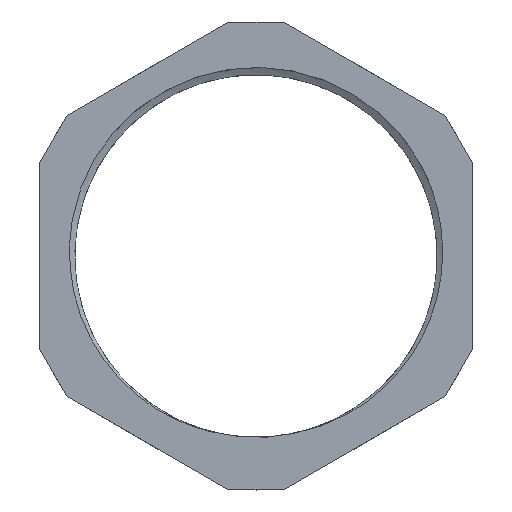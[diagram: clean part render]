
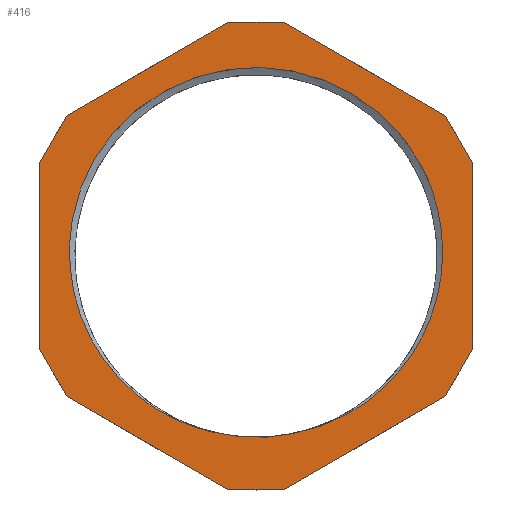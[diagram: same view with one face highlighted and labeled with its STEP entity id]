
A CAD part, top view. The second image highlights one B-rep face of the part: STEP entity #416.
In plain terms, the highlighted planar face has unit normal (0, 0, 1).
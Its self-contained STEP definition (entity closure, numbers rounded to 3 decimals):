
#16=FACE_BOUND('',#164,.T.);
#41=LINE('',#1025,#65);
#44=LINE('',#1039,#68);
#46=LINE('',#1047,#70);
#48=LINE('',#1059,#72);
#50=LINE('',#1067,#74);
#52=LINE('',#1079,#76);
#54=LINE('',#1087,#78);
#56=LINE('',#1100,#80);
#59=LINE('',#1113,#83);
#60=LINE('',#1120,#84);
#63=LINE('',#1133,#87);
#64=LINE('',#1138,#88);
#65=VECTOR('',#473,10.);
#68=VECTOR('',#478,10.);
#70=VECTOR('',#482,10.);
#72=VECTOR('',#486,10.);
#74=VECTOR('',#490,10.);
#76=VECTOR('',#494,10.);
#78=VECTOR('',#498,10.);
#80=VECTOR('',#502,10.);
#83=VECTOR('',#507,10.);
#84=VECTOR('',#510,10.);
#87=VECTOR('',#515,10.);
#88=VECTOR('',#518,10.);
#102=PLANE('',#456);
#104=CIRCLE('',#427,19.245);
#105=CIRCLE('',#429,20.006);
#138=FACE_OUTER_BOUND('',#163,.T.);
#163=EDGE_LOOP('',(#375,#376,#377,#378,#379,#380,#381,#382,#383,#384,#385,
#386));
#164=EDGE_LOOP('',(#387,#388,#389,#390));
#167=B_SPLINE_CURVE_WITH_KNOTS('',3,(#717,#718,#719,#720,#721,#722,#723,
#724,#725,#726,#727,#728,#729),.UNSPECIFIED.,.F.,.F.,(4,3,3,3,4),(-3.671,
-2.942,-1.971,-0.99,0.),
 .UNSPECIFIED.);
#172=B_SPLINE_CURVE_WITH_KNOTS('',3,(#1006,#1007,#1008,#1009,#1010,#1011,
#1012,#1013,#1014,#1015,#1016,#1017,#1018),.UNSPECIFIED.,.F.,.F.,(4,3,3,
3,4),(-3.668,-2.917,-1.935,-0.962,
0.),.UNSPECIFIED.);
#175=VERTEX_POINT('',#687);
#176=VERTEX_POINT('',#716);
#178=VERTEX_POINT('',#761);
#180=VERTEX_POINT('',#929);
#181=VERTEX_POINT('',#1023);
#182=VERTEX_POINT('',#1024);
#186=VERTEX_POINT('',#1038);
#188=VERTEX_POINT('',#1046);
#191=VERTEX_POINT('',#1058);
#193=VERTEX_POINT('',#1066);
#196=VERTEX_POINT('',#1078);
#198=VERTEX_POINT('',#1086);
#201=VERTEX_POINT('',#1098);
#202=VERTEX_POINT('',#1099);
#206=VERTEX_POINT('',#1118);
#207=VERTEX_POINT('',#1119);
#213=EDGE_CURVE('',#175,#176,#167,.T.);
#217=EDGE_CURVE('',#178,#175,#104,.T.);
#220=EDGE_CURVE('',#180,#178,#172,.T.);
#221=EDGE_CURVE('',#180,#176,#105,.T.);
#223=EDGE_CURVE('',#181,#182,#41,.T.);
#228=EDGE_CURVE('',#182,#186,#44,.T.);
#231=EDGE_CURVE('',#186,#188,#46,.T.);
#235=EDGE_CURVE('',#188,#191,#48,.T.);
#238=EDGE_CURVE('',#191,#193,#50,.T.);
#242=EDGE_CURVE('',#193,#196,#52,.T.);
#245=EDGE_CURVE('',#196,#198,#54,.T.);
#249=EDGE_CURVE('',#201,#202,#56,.T.);
#254=EDGE_CURVE('',#202,#181,#59,.T.);
#256=EDGE_CURVE('',#206,#207,#60,.T.);
#261=EDGE_CURVE('',#198,#206,#63,.T.);
#263=EDGE_CURVE('',#207,#201,#64,.T.);
#375=ORIENTED_EDGE('',*,*,#261,.T.);
#376=ORIENTED_EDGE('',*,*,#256,.T.);
#377=ORIENTED_EDGE('',*,*,#263,.T.);
#378=ORIENTED_EDGE('',*,*,#249,.T.);
#379=ORIENTED_EDGE('',*,*,#254,.T.);
#380=ORIENTED_EDGE('',*,*,#223,.T.);
#381=ORIENTED_EDGE('',*,*,#228,.T.);
#382=ORIENTED_EDGE('',*,*,#231,.T.);
#383=ORIENTED_EDGE('',*,*,#235,.T.);
#384=ORIENTED_EDGE('',*,*,#238,.T.);
#385=ORIENTED_EDGE('',*,*,#242,.T.);
#386=ORIENTED_EDGE('',*,*,#245,.T.);
#387=ORIENTED_EDGE('',*,*,#221,.T.);
#388=ORIENTED_EDGE('',*,*,#213,.F.);
#389=ORIENTED_EDGE('',*,*,#217,.F.);
#390=ORIENTED_EDGE('',*,*,#220,.F.);
#416=ADVANCED_FACE('',(#138,#16),#102,.T.);
#427=AXIS2_PLACEMENT_3D('',#790,#463,#464);
#429=AXIS2_PLACEMENT_3D('',#1020,#467,#468);
#456=AXIS2_PLACEMENT_3D('',#1155,#545,#546);
#463=DIRECTION('center_axis',(0.,0.,1.));
#464=DIRECTION('ref_axis',(-1.,0.,0.));
#467=DIRECTION('center_axis',(0.,0.,-1.));
#468=DIRECTION('ref_axis',(-1.,0.,0.));
#473=DIRECTION('',(0.866,0.5,0.));
#478=DIRECTION('',(0.5,0.866,0.));
#482=DIRECTION('',(0.,1.,0.));
#486=DIRECTION('',(-0.5,0.866,0.));
#490=DIRECTION('',(-0.866,0.5,0.));
#494=DIRECTION('',(-1.,0.,0.));
#498=DIRECTION('',(-0.866,-0.5,0.));
#502=DIRECTION('',(0.866,-0.5,0.));
#507=DIRECTION('',(1.,0.,0.));
#510=DIRECTION('',(0.,-1.,0.));
#515=DIRECTION('',(-0.5,-0.866,0.));
#518=DIRECTION('',(0.5,-0.866,0.));
#545=DIRECTION('center_axis',(0.,0.,1.));
#546=DIRECTION('ref_axis',(1.,0.,0.));
#687=CARTESIAN_POINT('',(4.001,-18.824,2.87));
#716=CARTESIAN_POINT('',(17.531,9.638,2.87));
#717=CARTESIAN_POINT('Ctrl Pts',(4.001,-18.824,2.87));
#718=CARTESIAN_POINT('Ctrl Pts',(6.387,-18.367,2.87));
#719=CARTESIAN_POINT('Ctrl Pts',(8.674,-17.465,2.87));
#720=CARTESIAN_POINT('Ctrl Pts',(10.724,-16.167,2.87));
#721=CARTESIAN_POINT('Ctrl Pts',(13.451,-14.439,2.87));
#722=CARTESIAN_POINT('Ctrl Pts',(15.733,-12.02,2.87));
#723=CARTESIAN_POINT('Ctrl Pts',(17.304,-9.212,2.87));
#724=CARTESIAN_POINT('Ctrl Pts',(18.891,-6.373,2.87));
#725=CARTESIAN_POINT('Ctrl Pts',(19.76,-3.122,2.87));
#726=CARTESIAN_POINT('Ctrl Pts',(19.805,0.133,2.87));
#727=CARTESIAN_POINT('Ctrl Pts',(19.85,3.42,2.87));
#728=CARTESIAN_POINT('Ctrl Pts',(19.062,6.713,2.87));
#729=CARTESIAN_POINT('Ctrl Pts',(17.531,9.638,2.87));
#761=CARTESIAN_POINT('',(-4.786,-18.64,2.87));
#790=CARTESIAN_POINT('Origin',(0.,0.,2.87));
#929=CARTESIAN_POINT('',(-17.112,10.364,2.87));
#1006=CARTESIAN_POINT('Ctrl Pts',(-17.112,10.364,2.87));
#1007=CARTESIAN_POINT('Ctrl Pts',(-18.364,8.193,2.87));
#1008=CARTESIAN_POINT('Ctrl Pts',(-19.205,5.801,2.87));
#1009=CARTESIAN_POINT('Ctrl Pts',(-19.574,3.326,2.87));
#1010=CARTESIAN_POINT('Ctrl Pts',(-20.055,0.091,
2.87));
#1011=CARTESIAN_POINT('Ctrl Pts',(-19.719,-3.261,2.87));
#1012=CARTESIAN_POINT('Ctrl Pts',(-18.606,-6.324,2.87));
#1013=CARTESIAN_POINT('Ctrl Pts',(-17.504,-9.358,2.87));
#1014=CARTESIAN_POINT('Ctrl Pts',(-15.633,-12.123,2.87));
#1015=CARTESIAN_POINT('Ctrl Pts',(-13.218,-14.267,2.87));
#1016=CARTESIAN_POINT('Ctrl Pts',(-10.829,-16.389,2.87));
#1017=CARTESIAN_POINT('Ctrl Pts',(-7.909,-17.909,2.87));
#1018=CARTESIAN_POINT('Ctrl Pts',(-4.786,-18.64,2.87));
#1020=CARTESIAN_POINT('Origin',(0.,0.,2.87));
#1023=CARTESIAN_POINT('',(2.898,-24.821,2.87));
#1024=CARTESIAN_POINT('',(20.047,-14.921,2.87));
#1025=CARTESIAN_POINT('',(21.144,-14.287,2.87));
#1038=CARTESIAN_POINT('',(22.945,-9.901,2.87));
#1039=CARTESIAN_POINT('',(22.22,-11.156,2.87));
#1046=CARTESIAN_POINT('',(22.945,9.901,2.87));
#1047=CARTESIAN_POINT('',(22.945,-1.267,2.87));
#1058=CARTESIAN_POINT('',(20.047,14.921,2.87));
#1059=CARTESIAN_POINT('',(26.156,4.34,2.87));
#1066=CARTESIAN_POINT('',(2.898,24.821,2.87));
#1067=CARTESIAN_POINT('',(17.954,16.129,2.87));
#1078=CARTESIAN_POINT('',(-2.898,24.821,2.87));
#1079=CARTESIAN_POINT('',(9.32,24.821,2.87));
#1086=CARTESIAN_POINT('',(-20.047,14.921,2.87));
#1087=CARTESIAN_POINT('',(-10.375,20.504,2.87));
#1098=CARTESIAN_POINT('',(-20.047,-14.921,2.87));
#1099=CARTESIAN_POINT('',(-2.898,-24.821,2.87));
#1100=CARTESIAN_POINT('',(3.584,-28.564,2.87));
#1113=CARTESIAN_POINT('',(12.218,-24.821,2.87));
#1118=CARTESIAN_POINT('',(-22.945,9.901,2.87));
#1119=CARTESIAN_POINT('',(-22.945,-9.901,2.87));
#1120=CARTESIAN_POINT('',(-22.945,-11.168,2.87));
#1133=CARTESIAN_POINT('',(-22.22,11.156,2.87));
#1138=CARTESIAN_POINT('',(-15.387,-22.992,2.87));
#1155=CARTESIAN_POINT('Origin',(21.538,-12.435,2.87));
